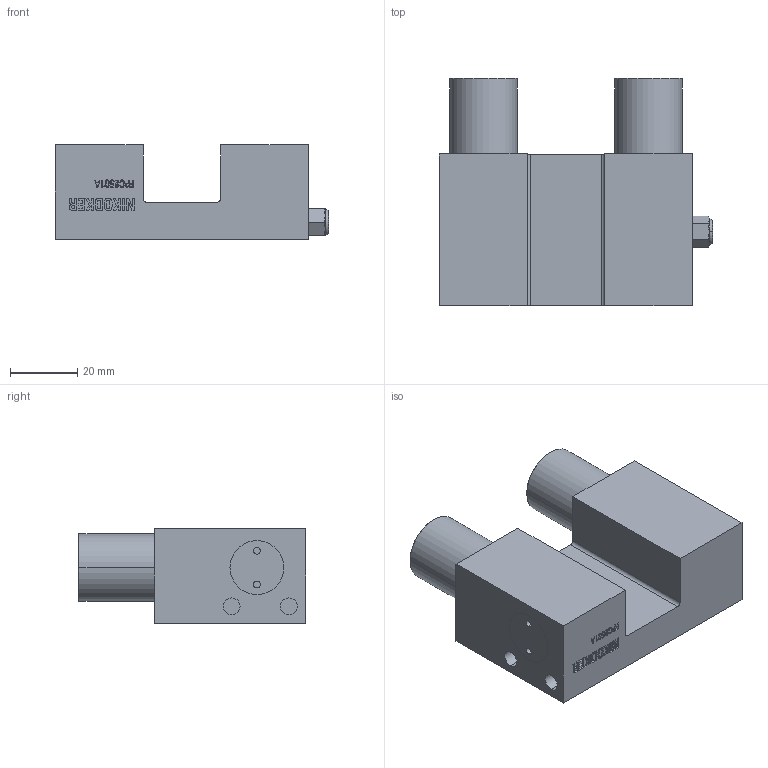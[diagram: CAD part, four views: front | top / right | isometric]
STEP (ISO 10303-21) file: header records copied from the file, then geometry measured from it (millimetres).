
FILE_DESCRIPTION (( 'STEP AP203' ), '1' );
FILE_NAME ('FPC2501A.STEP', '2020-07-07T00:00:43', ( 'Microsoft' ), ( 'Microsoft' ), 'SwSTEP 2.0', 'SolidWorks 2012', '' );
FILE_SCHEMA (( 'CONFIG_CONTROL_DESIGN' ));
Length unit declared in the file: millimetre
Products named in the file (5): FPC2501A; Air filter; PC25-3; PC25-2; PC25-1
Assembly tree (6 placements, depth 2):
  FPC2501A
    PC25-1
    PC25-2  x2
    PC25-3  x2
    Air filter
Bounding box: 81 x 67.5 x 28 mm (x, y, z)
Volume: 81896.6 mm3; surface area: 23558.5 mm2
Topology: 6 solids, 6 shells, 341 faces, 838 edges, 549 vertices
Faces by surface type: plane 190, bspline 73, cylinder 54, cone 20, torus 2, sphere 2
Entity records: 14179 total; most frequent: CARTESIAN_POINT 6375, ORIENTED_EDGE 1600, DIRECTION 1252, EDGE_CURVE 800, VERTEX_POINT 527, VECTOR 516, LINE 516, AXIS2_PLACEMENT_3D 368
